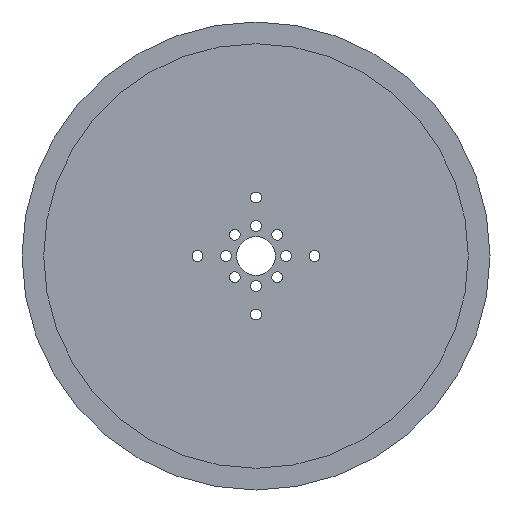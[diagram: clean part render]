
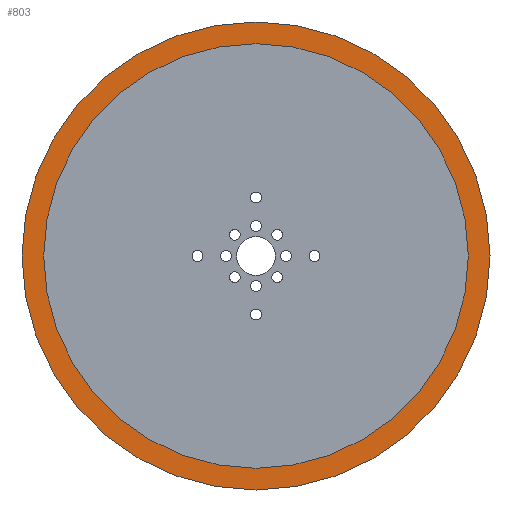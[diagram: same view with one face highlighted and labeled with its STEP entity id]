
A CAD part, front view. The second image highlights one B-rep face of the part: STEP entity #803.
In plain terms, the highlighted planar face has unit normal (0, -1, 0).
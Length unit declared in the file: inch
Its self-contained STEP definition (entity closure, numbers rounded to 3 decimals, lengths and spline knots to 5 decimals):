
#1 = EDGE_CURVE ( 'NONE', #827, #245, #734, .T. ) ;
#4 = ORIENTED_EDGE ( 'NONE', *, *, #1, .F. ) ;
#113 = CARTESIAN_POINT ( 'NONE',  ( 0., 0., 0. ) ) ;
#123 = CARTESIAN_POINT ( 'NONE',  ( 0., 0., 0. ) ) ;
#124 = EDGE_CURVE ( 'NONE', #245, #827, #1132, .T. ) ;
#153 = CARTESIAN_POINT ( 'NONE',  ( 0., 0., 0. ) ) ;
#189 = AXIS2_PLACEMENT_3D ( 'NONE', #113, #428, #1123 ) ;
#207 = CIRCLE ( 'NONE', #634, 2.7215 ) ;
#230 = DIRECTION ( 'NONE',  ( 0., 0., 1. ) ) ;
#245 = VERTEX_POINT ( 'NONE', #982 ) ;
#279 = ORIENTED_EDGE ( 'NONE', *, *, #124, .F. ) ;
#289 = EDGE_LOOP ( 'NONE', ( #807, #1070 ) ) ;
#300 = CIRCLE ( 'NONE', #1013, 2.7215 ) ;
#368 = FACE_OUTER_BOUND ( 'NONE', #726, .T. ) ;
#369 = AXIS2_PLACEMENT_3D ( 'NONE', #153, #857, #899 ) ;
#416 = EDGE_CURVE ( 'NONE', #427, #528, #207, .T. ) ;
#427 = VERTEX_POINT ( 'NONE', #777 ) ;
#428 = DIRECTION ( 'NONE',  ( 0., 1., 0. ) ) ;
#480 = DIRECTION ( 'NONE',  ( 0., 1., 0. ) ) ;
#483 = CARTESIAN_POINT ( 'NONE',  ( 0., 0., 0. ) ) ;
#528 = VERTEX_POINT ( 'NONE', #783 ) ;
#575 = DIRECTION ( 'NONE',  ( 0., 0., 1. ) ) ;
#634 = AXIS2_PLACEMENT_3D ( 'NONE', #483, #1177, #575 ) ;
#726 = EDGE_LOOP ( 'NONE', ( #4, #279 ) ) ;
#732 = CARTESIAN_POINT ( 'NONE',  ( 0., 0., -3. ) ) ;
#734 = CIRCLE ( 'NONE', #369, 3. ) ;
#777 = CARTESIAN_POINT ( 'NONE',  ( 0., 0., 2.7215 ) ) ;
#783 = CARTESIAN_POINT ( 'NONE',  ( 0., 0., -2.7215 ) ) ;
#803 = ADVANCED_FACE ( 'NONE', ( #368, #826 ), #1021, .F. ) ;
#806 = EDGE_CURVE ( 'NONE', #528, #427, #300, .T. ) ;
#807 = ORIENTED_EDGE ( 'NONE', *, *, #806, .T. ) ;
#825 = DIRECTION ( 'NONE',  ( 0., 1., 0. ) ) ;
#826 = FACE_BOUND ( 'NONE', #289, .T. ) ;
#827 = VERTEX_POINT ( 'NONE', #732 ) ;
#857 = DIRECTION ( 'NONE',  ( 0., 1., 0. ) ) ;
#899 = DIRECTION ( 'NONE',  ( 0., 0., 1. ) ) ;
#953 = CARTESIAN_POINT ( 'NONE',  ( 0., 0., 0. ) ) ;
#982 = CARTESIAN_POINT ( 'NONE',  ( 0., 0., 3. ) ) ;
#1013 = AXIS2_PLACEMENT_3D ( 'NONE', #123, #825, #230 ) ;
#1021 = PLANE ( 'NONE',  #189 ) ;
#1070 = ORIENTED_EDGE ( 'NONE', *, *, #416, .T. ) ;
#1092 = AXIS2_PLACEMENT_3D ( 'NONE', #953, #480, #1253 ) ;
#1123 = DIRECTION ( 'NONE',  ( 0., 0., 1. ) ) ;
#1132 = CIRCLE ( 'NONE', #1092, 3. ) ;
#1177 = DIRECTION ( 'NONE',  ( 0., 1., 0. ) ) ;
#1253 = DIRECTION ( 'NONE',  ( 0., 0., 1. ) ) ;
